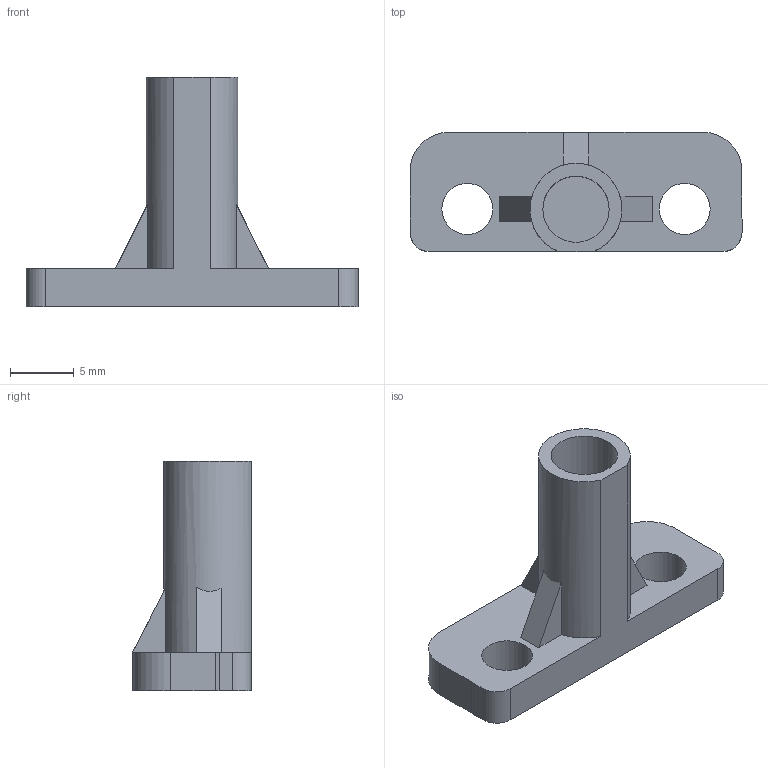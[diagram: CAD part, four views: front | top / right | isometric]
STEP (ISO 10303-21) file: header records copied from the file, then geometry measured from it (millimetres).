
FILE_DESCRIPTION(/* description */ (''),/* implementation_level */ '2;1');
FILE_NAME(/* name */ '',/* time_stamp */ '2025-03-28T20:14:48+08:00',/* author */ (''),/* organization */ (''),/* preprocessor_version */ 'ST-DEVELOPER v20.1',/* originating_system */ 'Autodesk Translation Framework v14.4.0.0',/* authorisation */ '');
FILE_SCHEMA (('AUTOMOTIVE_DESIGN { 1 0 10303 214 3 1 1 }'));
Length unit declared in the file: millimetre
Products named in the file (1): 碳杆连接器
Bounding box: 26.03 x 9.35 x 18 mm (x, y, z)
Volume: 958.5 mm3; surface area: 1312.4 mm2
Topology: 1 solids, 1 shells, 30 faces, 79 edges, 52 vertices
Faces by surface type: plane 20, cylinder 10
Full cylindrical faces by diameter (mm): 4 x2, 5.2 x1
Entity records: 981 total; most frequent: DIRECTION 167, CARTESIAN_POINT 162, ORIENTED_EDGE 158, EDGE_CURVE 79, AXIS2_PLACEMENT_3D 57, LINE 53, VECTOR 53, VERTEX_POINT 52
